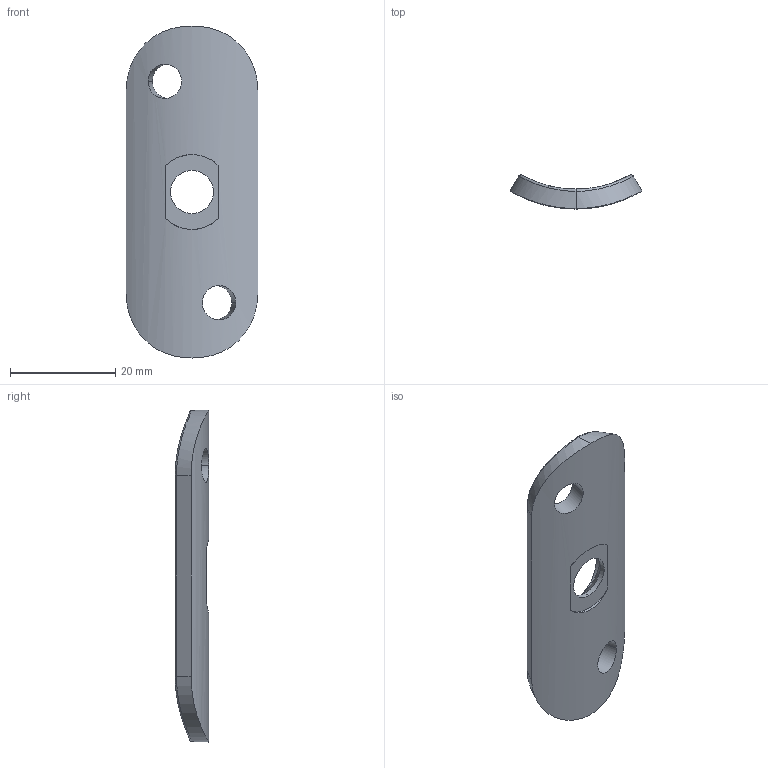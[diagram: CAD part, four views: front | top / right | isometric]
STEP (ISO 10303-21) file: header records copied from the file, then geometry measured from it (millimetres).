
FILE_DESCRIPTION (( 'STEP AP203' ), '1' );
FILE_NAME ('50228-ST.STEP', '2020-07-13T14:07:16', ( '' ), ( '' ), 'SwSTEP 2.0', 'SolidWorks 2018', '' );
FILE_SCHEMA (( 'CONFIG_CONTROL_DESIGN' ));
Length unit declared in the file: millimetre
Products named in the file (1): 50228-ST
Bounding box: 25 x 6.39 x 63 mm (x, y, z)
Volume: 4583.3 mm3; surface area: 3319.4 mm2
Topology: 1 solids, 1 shells, 245 faces, 648 edges, 428 vertices
Faces by surface type: bspline 113, plane 89, cylinder 41, cone 2
Entity records: 12729 total; most frequent: CARTESIAN_POINT 7358, ORIENTED_EDGE 1296, DIRECTION 740, EDGE_CURVE 648, VERTEX_POINT 428, VECTOR 292, LINE 292, EDGE_LOOP 274
